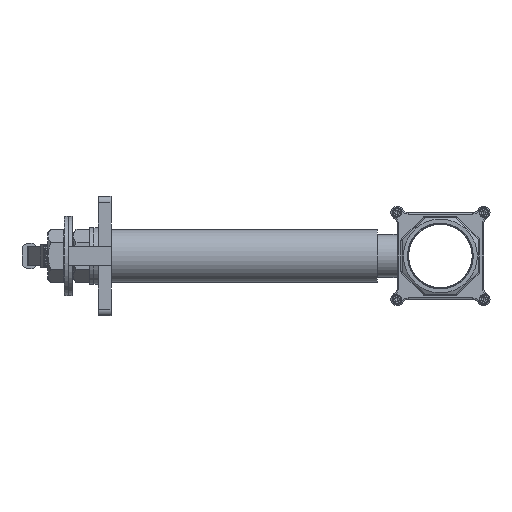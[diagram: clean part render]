
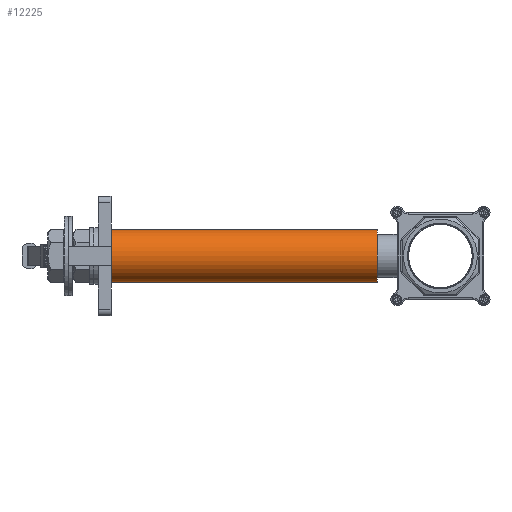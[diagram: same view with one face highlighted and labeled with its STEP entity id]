
A CAD part, left-side view. The second image highlights one B-rep face of the part: STEP entity #12225.
In plain terms, the highlighted cylindrical face has radius 21 mm (diameter 42 mm), a partial arc.
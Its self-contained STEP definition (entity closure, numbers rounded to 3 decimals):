
#889 = AXIS2_PLACEMENT_3D ( 'NONE', #51820, #78047, #19139 ) ;
#2857 = CARTESIAN_POINT ( 'NONE',  ( 0., 0., -21. ) ) ;
#3599 = EDGE_CURVE ( 'NONE', #63207, #84736, #79142, .T. ) ;
#4423 = AXIS2_PLACEMENT_3D ( 'NONE', #39297, #73248, #66783 ) ;
#5817 = CIRCLE ( 'NONE', #4423, 21. ) ;
#6197 = CARTESIAN_POINT ( 'NONE',  ( 0., 259., 21. ) ) ;
#7099 = DIRECTION ( 'NONE',  ( 0., 0., -1. ) ) ;
#7112 = ORIENTED_EDGE ( 'NONE', *, *, #18539, .F. ) ;
#8806 = DIRECTION ( 'NONE',  ( 0., -1., 0. ) ) ;
#11081 = ORIENTED_EDGE ( 'NONE', *, *, #3599, .T. ) ;
#12225 = ADVANCED_FACE ( 'NONE', ( #27314 ), #66418, .T. ) ;
#12277 = CARTESIAN_POINT ( 'NONE',  ( 0., 0., 21. ) ) ;
#18539 = EDGE_CURVE ( 'NONE', #72080, #25890, #5817, .T. ) ;
#19139 = DIRECTION ( 'NONE',  ( 0., 0., -1. ) ) ;
#23477 = LINE ( 'NONE', #2857, #61400 ) ;
#25890 = VERTEX_POINT ( 'NONE', #28711 ) ;
#27314 = FACE_OUTER_BOUND ( 'NONE', #64581, .T. ) ;
#28711 = CARTESIAN_POINT ( 'NONE',  ( 0., 49.67, -21. ) ) ;
#34190 = CARTESIAN_POINT ( 'NONE',  ( 0., 0., 0. ) ) ;
#38224 = ORIENTED_EDGE ( 'NONE', *, *, #71545, .T. ) ;
#39297 = CARTESIAN_POINT ( 'NONE',  ( 0., 49.67, 0. ) ) ;
#39919 = ORIENTED_EDGE ( 'NONE', *, *, #52856, .F. ) ;
#51820 = CARTESIAN_POINT ( 'NONE',  ( 0., 259., 0. ) ) ;
#52251 = LINE ( 'NONE', #12277, #75054 ) ;
#52856 = EDGE_CURVE ( 'NONE', #63207, #72080, #52251, .T. ) ;
#61316 = DIRECTION ( 'NONE',  ( 0., -1., 0. ) ) ;
#61400 = VECTOR ( 'NONE', #61316, 1000. ) ;
#63207 = VERTEX_POINT ( 'NONE', #6197 ) ;
#64581 = EDGE_LOOP ( 'NONE', ( #39919, #11081, #38224, #7112 ) ) ;
#66418 = CYLINDRICAL_SURFACE ( 'NONE', #74863, 21. ) ;
#66783 = DIRECTION ( 'NONE',  ( 0., 0., -1. ) ) ;
#70294 = CARTESIAN_POINT ( 'NONE',  ( 0., 49.67, 21. ) ) ;
#71545 = EDGE_CURVE ( 'NONE', #84736, #25890, #23477, .T. ) ;
#72080 = VERTEX_POINT ( 'NONE', #70294 ) ;
#73248 = DIRECTION ( 'NONE',  ( 0., -1., 0. ) ) ;
#74863 = AXIS2_PLACEMENT_3D ( 'NONE', #34190, #8806, #7099 ) ;
#75054 = VECTOR ( 'NONE', #77631, 1000. ) ;
#77631 = DIRECTION ( 'NONE',  ( 0., -1., 0. ) ) ;
#78047 = DIRECTION ( 'NONE',  ( 0., -1., 0. ) ) ;
#79142 = CIRCLE ( 'NONE', #889, 21. ) ;
#83330 = CARTESIAN_POINT ( 'NONE',  ( 0., 259., -21. ) ) ;
#84736 = VERTEX_POINT ( 'NONE', #83330 ) ;
